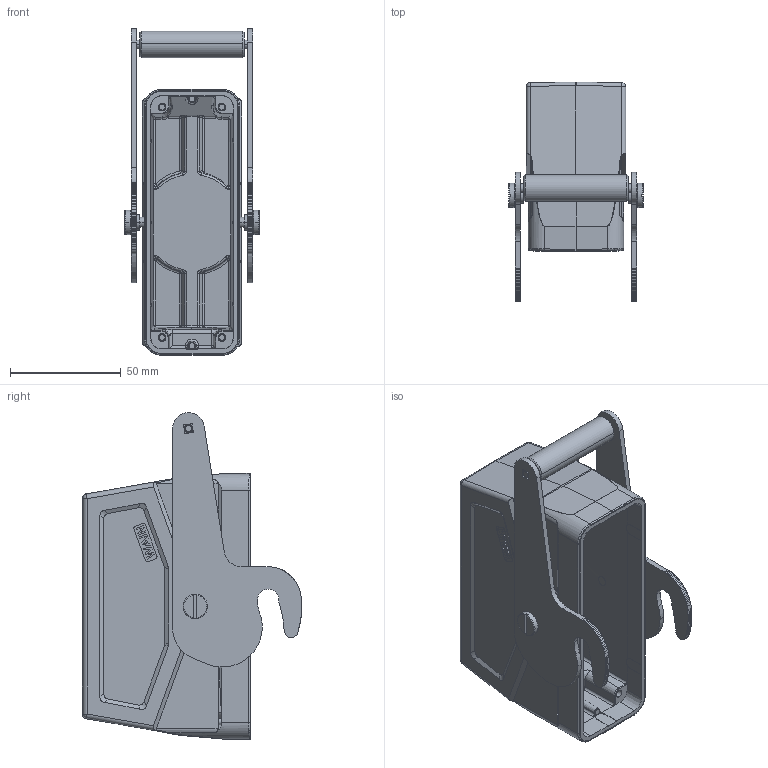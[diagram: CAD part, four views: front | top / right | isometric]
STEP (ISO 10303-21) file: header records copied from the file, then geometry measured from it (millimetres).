
FILE_DESCRIPTION((''),'2;1');
FILE_NAME('ASM0005_ASM','2023-12-20T',('p.yu'),(''),'PRO/ENGINEER BY PARAMETRIC TECHNOLOGY CORPORATION, 2012480','PRO/ENGINEER BY PARAMETRIC TECHNOLOGY CORPORATION, 2012480','');
FILE_SCHEMA(('CONFIG_CONTROL_DESIGN'));
Length unit declared in the file: millimetre
Products named in the file (4): PRT0019; PRT0020; ASM0006_ASM; ASM0005_ASM
Assembly tree (3 placements, depth 3):
  ASM0005_ASM
    ASM0006_ASM
      PRT0019
      PRT0020
Bounding box: 60.8 x 99.05 x 147.39 mm (x, y, z)
Volume: 119557.1 mm3; surface area: 69636.4 mm2
Topology: 2 solids, 2 shells, 724 faces, 1922 edges, 1217 vertices
Faces by surface type: cylinder 311, plane 278, bspline 58, torus 32, sphere 23, cone 22
Entity records: 26133 total; most frequent: CARTESIAN_POINT 8420, ORIENTED_EDGE 3798, DIRECTION 3593, EDGE_CURVE 1899, AXIS2_PLACEMENT_3D 1310, VERTEX_POINT 1217, VECTOR 973, LINE 973
